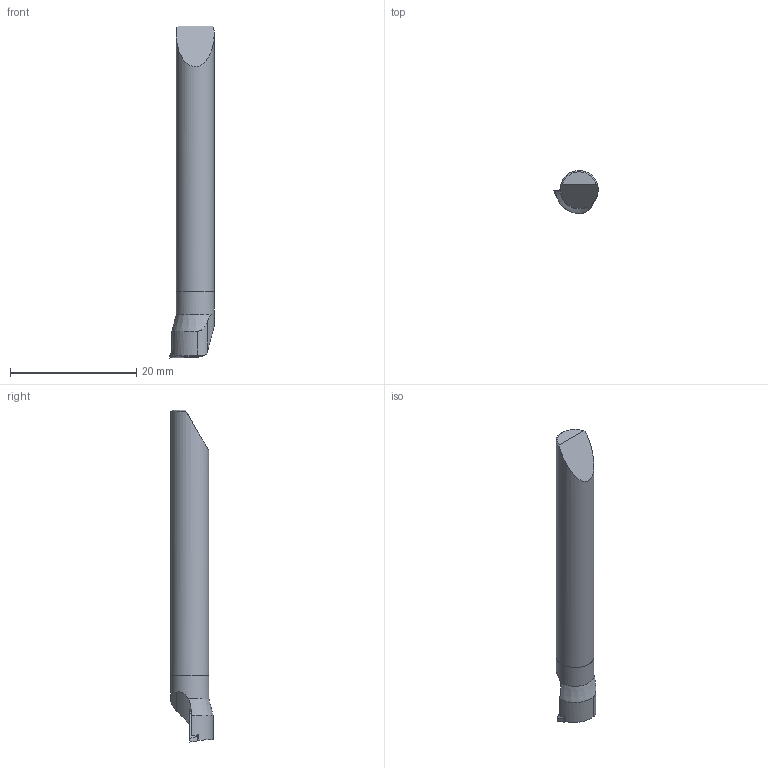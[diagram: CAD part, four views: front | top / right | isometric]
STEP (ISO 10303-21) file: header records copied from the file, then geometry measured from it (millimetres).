
FILE_DESCRIPTION(/* description */ (''),/* implementation_level */ '2;1');
FILE_NAME(/* name */ '1554098743299.stp',/* time_stamp */ '2019-04-01T08:05:59+02:00',/* author */ (''),/* organization */ ('SMS'),/* preprocessor_version */ 'ST-DEVELOPER v15',/* originating_system */ 'SIEMENS PLM Software NX 8.5',/* authorisation */ '');
FILE_SCHEMA (('AUTOMOTIVE_DESIGN { 1 0 10303 214 3 1 1 1 }'));
Length unit declared in the file: millimetre
Products named in the file (4): 201695727mod000_00; ASSEMBLY_CONSTRUCTION; 202275192mod000_00; 111166978mod000_01
Assembly tree (3 placements, depth 2):
  111166978mod000_01
    202275192mod000_00
    ASSEMBLY_CONSTRUCTION
    201695727mod000_00
Bounding box: 7.01 x 6.7 x 52.5 mm (x, y, z)
Volume: 1364.1 mm3; surface area: 1058.4 mm2
Topology: 2 solids, 2 shells, 38 faces, 98 edges, 72 vertices
Faces by surface type: plane 27, cylinder 7, cone 2, torus 2
Full cylindrical faces by diameter (mm): 2.25 x2, 5.996 x1, 6 x1
Entity records: 1329 total; most frequent: CARTESIAN_POINT 284, DIRECTION 194, ORIENTED_EDGE 172, EDGE_CURVE 86, AXIS2_PLACEMENT_3D 69, VERTEX_POINT 60, LINE 56, VECTOR 56
